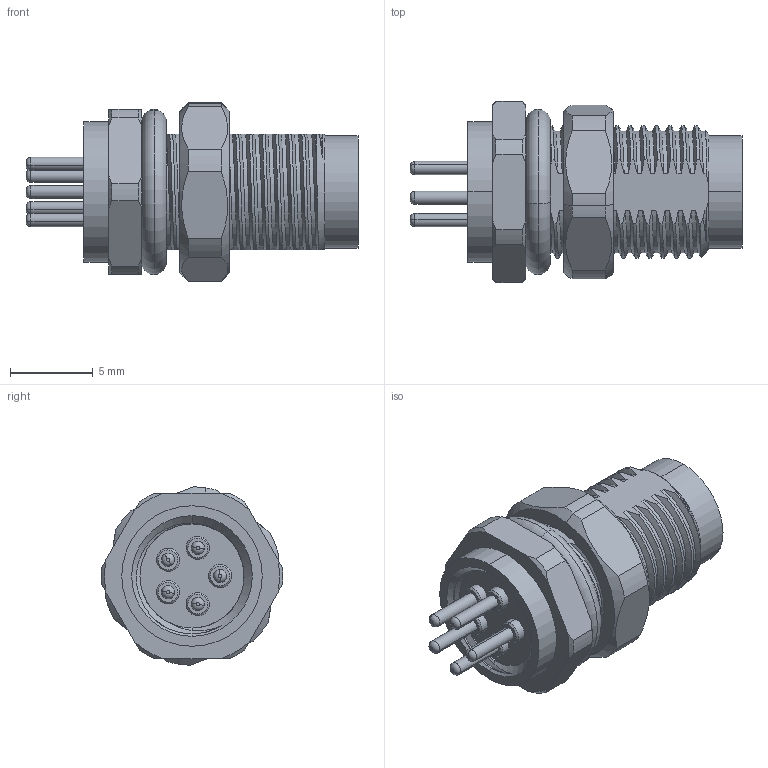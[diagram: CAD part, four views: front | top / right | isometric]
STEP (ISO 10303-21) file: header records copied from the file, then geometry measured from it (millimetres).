
FILE_DESCRIPTION (( 'STEP AP203' ), '1' );
FILE_NAME ('54-00314_revA.STEP', '2024-09-10T21:47:46', ( '' ), ( '' ), 'SwSTEP 2.0', 'SolidWorks 2021', '' );
FILE_SCHEMA (( 'CONFIG_CONTROL_DESIGN' ));
Length unit declared in the file: millimetre
Products named in the file (6): 54-00314-04___; 54-00314-03___; 54-00314-01___; 54-00314-05___; 54-00314-06___; 54-00314_revA
Assembly tree (9 placements, depth 2):
  54-00314_revA
    54-00314-01___
    54-00314-06___
    54-00314-03___  x5
    54-00314-04___
    54-00314-05___
Bounding box: 20.1 x 10.99 x 10.8 mm (x, y, z)
Volume: 867 mm3; surface area: 2327.9 mm2
Topology: 9 solids, 9 shells, 375 faces, 910 edges, 580 vertices
Faces by surface type: cylinder 163, plane 64, cone 58, bspline 56, torus 34
Entity records: 33332 total; most frequent: CARTESIAN_POINT 26797, ORIENTED_EDGE 1388, DIRECTION 1026, EDGE_CURVE 694, VERTEX_POINT 452, AXIS2_PLACEMENT_3D 400, EDGE_LOOP 290, FACE_OUTER_BOUND 263
